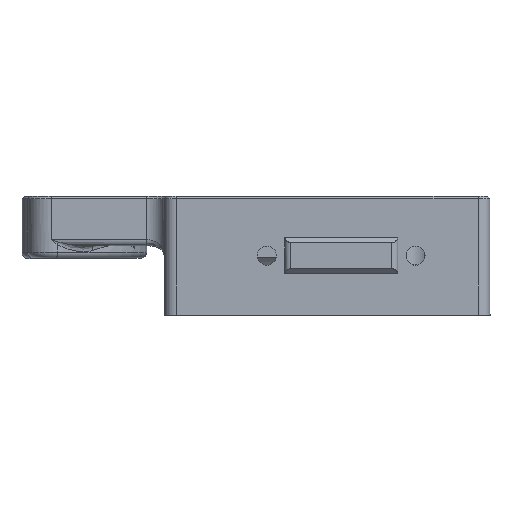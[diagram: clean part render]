
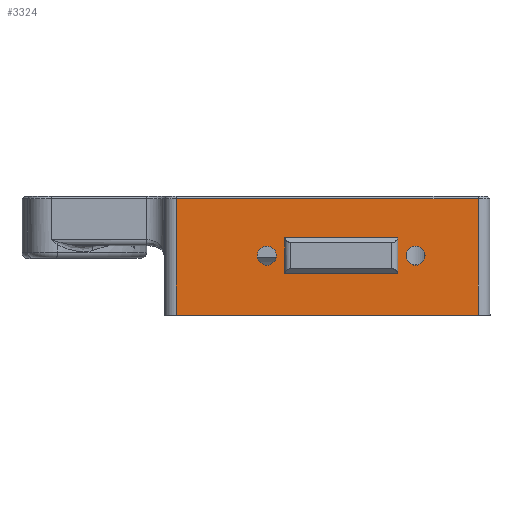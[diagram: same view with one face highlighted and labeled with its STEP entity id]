
A CAD part, top view. The second image highlights one B-rep face of the part: STEP entity #3324.
In plain terms, the highlighted planar face has unit normal (0, 0, 1).
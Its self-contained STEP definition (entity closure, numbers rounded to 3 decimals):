
#38=FACE_BOUND('',#1118,.T.);
#39=FACE_BOUND('',#1119,.T.);
#40=FACE_BOUND('',#1120,.T.);
#211=LINE('',#5464,#488);
#273=LINE('',#6083,#550);
#274=LINE('',#6087,#551);
#275=LINE('',#6091,#552);
#276=LINE('',#6094,#553);
#279=LINE('',#6107,#556);
#335=LINE('',#6313,#612);
#336=LINE('',#6315,#613);
#488=VECTOR('',#4154,10.);
#550=VECTOR('',#4432,10.);
#551=VECTOR('',#4437,10.);
#552=VECTOR('',#4442,10.);
#553=VECTOR('',#4447,10.);
#556=VECTOR('',#4462,10.);
#612=VECTOR('',#4650,10.);
#613=VECTOR('',#4653,10.);
#925=FACE_OUTER_BOUND('',#1117,.T.);
#1117=EDGE_LOOP('',(#3044,#3045,#3046,#3047));
#1118=EDGE_LOOP('',(#3048));
#1119=EDGE_LOOP('',(#3049));
#1120=EDGE_LOOP('',(#3050,#3051,#3052,#3053));
#1266=CIRCLE('',#3620,1.6);
#1267=CIRCLE('',#3622,1.6);
#1494=VERTEX_POINT('',#5458);
#1495=VERTEX_POINT('',#5462);
#1577=VERTEX_POINT('',#6080);
#1578=VERTEX_POINT('',#6082);
#1579=VERTEX_POINT('',#6086);
#1580=VERTEX_POINT('',#6090);
#1581=VERTEX_POINT('',#6096);
#1582=VERTEX_POINT('',#6100);
#1583=VERTEX_POINT('',#6104);
#1584=VERTEX_POINT('',#6106);
#1862=EDGE_CURVE('',#1495,#1494,#211,.T.);
#2003=EDGE_CURVE('',#1578,#1577,#273,.T.);
#2005=EDGE_CURVE('',#1579,#1578,#274,.T.);
#2007=EDGE_CURVE('',#1580,#1579,#275,.T.);
#2009=EDGE_CURVE('',#1577,#1580,#276,.T.);
#2010=EDGE_CURVE('',#1581,#1581,#1266,.T.);
#2012=EDGE_CURVE('',#1582,#1582,#1267,.T.);
#2015=EDGE_CURVE('',#1583,#1584,#279,.T.);
#2079=EDGE_CURVE('',#1495,#1583,#335,.T.);
#2080=EDGE_CURVE('',#1584,#1494,#336,.T.);
#3044=ORIENTED_EDGE('',*,*,#1862,.T.);
#3045=ORIENTED_EDGE('',*,*,#2080,.F.);
#3046=ORIENTED_EDGE('',*,*,#2015,.F.);
#3047=ORIENTED_EDGE('',*,*,#2079,.F.);
#3048=ORIENTED_EDGE('',*,*,#2012,.T.);
#3049=ORIENTED_EDGE('',*,*,#2010,.T.);
#3050=ORIENTED_EDGE('',*,*,#2009,.T.);
#3051=ORIENTED_EDGE('',*,*,#2007,.T.);
#3052=ORIENTED_EDGE('',*,*,#2005,.T.);
#3053=ORIENTED_EDGE('',*,*,#2003,.T.);
#3148=PLANE('',#3691);
#3324=ADVANCED_FACE('',(#925,#38,#39,#40),#3148,.T.);
#3620=AXIS2_PLACEMENT_3D('',#6097,#4450,#4451);
#3622=AXIS2_PLACEMENT_3D('',#6101,#4455,#4456);
#3691=AXIS2_PLACEMENT_3D('',#6314,#4651,#4652);
#4154=DIRECTION('',(-1.,0.,0.));
#4432=DIRECTION('',(0.,-1.,0.));
#4437=DIRECTION('',(1.,0.,0.));
#4442=DIRECTION('',(0.,1.,0.));
#4447=DIRECTION('',(-1.,0.,0.));
#4450=DIRECTION('center_axis',(0.,0.,
-1.));
#4451=DIRECTION('ref_axis',(-1.,0.,0.));
#4455=DIRECTION('center_axis',(0.,0.,
-1.));
#4456=DIRECTION('ref_axis',(-1.,0.,0.));
#4462=DIRECTION('',(-1.,0.,0.));
#4650=DIRECTION('',(0.,-1.,0.));
#4651=DIRECTION('center_axis',(0.,0.,
1.));
#4652=DIRECTION('ref_axis',(1.,0.,0.));
#4653=DIRECTION('',(0.,1.,0.));
#5458=CARTESIAN_POINT('',(14.8,-18.4,-58.096));
#5462=CARTESIAN_POINT('',(65.5,-18.4,-58.096));
#5464=CARTESIAN_POINT('',(21.4,-18.4,-58.096));
#6080=CARTESIAN_POINT('',(52.,-31.,-58.096));
#6082=CARTESIAN_POINT('',(52.,-25.,-58.096));
#6083=CARTESIAN_POINT('',(52.,-34.5,-58.096));
#6086=CARTESIAN_POINT('',(33.,-25.,-58.096));
#6087=CARTESIAN_POINT('',(33.9,-25.,-58.096));
#6090=CARTESIAN_POINT('',(33.,-31.,-58.096));
#6091=CARTESIAN_POINT('',(33.,-31.5,-58.096));
#6094=CARTESIAN_POINT('',(24.4,-31.,-58.096));
#6096=CARTESIAN_POINT('',(56.6,-28.,-58.096));
#6097=CARTESIAN_POINT('Origin',(55.,-28.,-58.096));
#6100=CARTESIAN_POINT('',(31.6,-28.,-58.096));
#6101=CARTESIAN_POINT('Origin',(30.,-28.,-58.096));
#6104=CARTESIAN_POINT('',(65.5,-38.,-58.096));
#6106=CARTESIAN_POINT('',(14.8,-38.,-58.096));
#6107=CARTESIAN_POINT('',(69.5,-38.,-58.096));
#6313=CARTESIAN_POINT('',(65.5,-38.,-58.096));
#6314=CARTESIAN_POINT('Origin',(15.8,-38.,-58.096));
#6315=CARTESIAN_POINT('',(14.8,-28.,-58.096));
